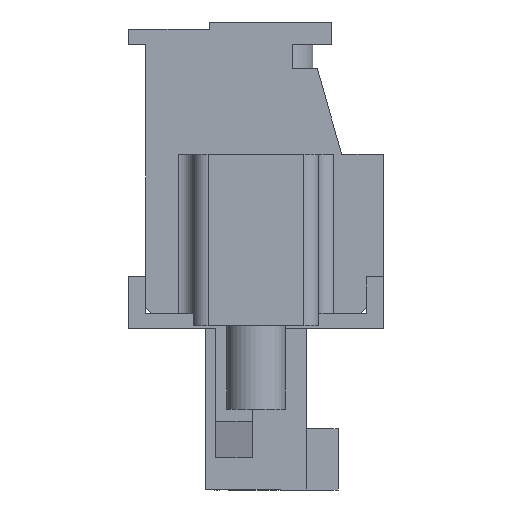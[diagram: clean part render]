
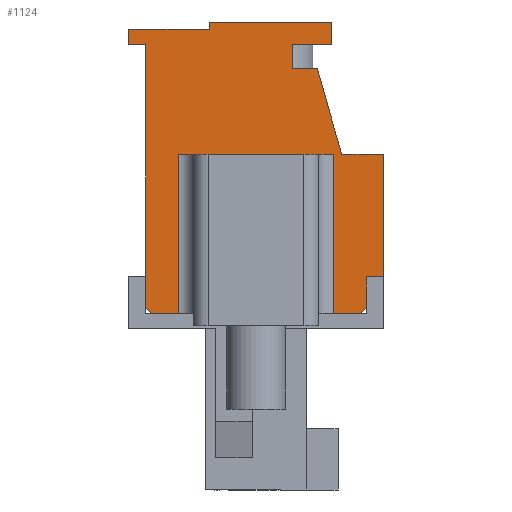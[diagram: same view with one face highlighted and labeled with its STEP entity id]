
A CAD part, left-side view. The second image highlights one B-rep face of the part: STEP entity #1124.
In plain terms, the highlighted planar face has unit normal (-1, 0, 0).
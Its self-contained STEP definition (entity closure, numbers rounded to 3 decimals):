
#1124 = ADVANCED_FACE( '', ( #2250 ), #2251, .T. );
#2250 = FACE_OUTER_BOUND( '', #3410, .T. );
#2251 = PLANE( '', #3411 );
#3410 = EDGE_LOOP( '', ( #6350, #6351, #6352, #6353, #6354, #6355, #6356, #6357, #6358, #6359, #6360, #6361, #6362, #6363, #6364, #6365, #6366, #6367, #6368, #6369, #6370, #6371 ) );
#3411 = AXIS2_PLACEMENT_3D( '', #6372, #6373, #6374 );
#6350 = ORIENTED_EDGE( '', *, *, #7085, .T. );
#6351 = ORIENTED_EDGE( '', *, *, #7808, .T. );
#6352 = ORIENTED_EDGE( '', *, *, #7985, .T. );
#6353 = ORIENTED_EDGE( '', *, *, #7871, .T. );
#6354 = ORIENTED_EDGE( '', *, *, #8247, .F. );
#6355 = ORIENTED_EDGE( '', *, *, #8248, .T. );
#6356 = ORIENTED_EDGE( '', *, *, #7990, .T. );
#6357 = ORIENTED_EDGE( '', *, *, #7163, .T. );
#6358 = ORIENTED_EDGE( '', *, *, #7146, .T. );
#6359 = ORIENTED_EDGE( '', *, *, #7308, .T. );
#6360 = ORIENTED_EDGE( '', *, *, #8249, .T. );
#6361 = ORIENTED_EDGE( '', *, *, #8199, .T. );
#6362 = ORIENTED_EDGE( '', *, *, #8053, .T. );
#6363 = ORIENTED_EDGE( '', *, *, #7729, .T. );
#6364 = ORIENTED_EDGE( '', *, *, #8250, .T. );
#6365 = ORIENTED_EDGE( '', *, *, #8155, .T. );
#6366 = ORIENTED_EDGE( '', *, *, #7773, .T. );
#6367 = ORIENTED_EDGE( '', *, *, #8171, .T. );
#6368 = ORIENTED_EDGE( '', *, *, #7070, .T. );
#6369 = ORIENTED_EDGE( '', *, *, #8251, .T. );
#6370 = ORIENTED_EDGE( '', *, *, #8003, .T. );
#6371 = ORIENTED_EDGE( '', *, *, #7215, .T. );
#6372 = CARTESIAN_POINT( '', ( -3.5, 0., 0. ) );
#6373 = DIRECTION( '', ( -1., 0., 0. ) );
#6374 = DIRECTION( '', ( 0., 0., 1. ) );
#7070 = EDGE_CURVE( '', #8421, #8422, #8423, .T. );
#7085 = EDGE_CURVE( '', #8451, #8449, #8452, .T. );
#7146 = EDGE_CURVE( '', #8563, #8564, #8565, .T. );
#7163 = EDGE_CURVE( '', #8596, #8563, #8597, .F. );
#7215 = EDGE_CURVE( '', #8683, #8451, #8684, .T. );
#7308 = EDGE_CURVE( '', #8564, #8847, #8849, .T. );
#7729 = EDGE_CURVE( '', #9530, #9528, #9531, .T. );
#7773 = EDGE_CURVE( '', #9596, #9597, #9598, .T. );
#7808 = EDGE_CURVE( '', #8449, #9645, #9647, .F. );
#7871 = EDGE_CURVE( '', #9728, #9730, #9732, .F. );
#7985 = EDGE_CURVE( '', #9645, #9728, #9875, .T. );
#7990 = EDGE_CURVE( '', #9881, #8596, #9882, .T. );
#8003 = EDGE_CURVE( '', #9898, #8683, #9899, .T. );
#8053 = EDGE_CURVE( '', #9963, #9530, #9964, .T. );
#8155 = EDGE_CURVE( '', #10081, #9596, #10085, .T. );
#8171 = EDGE_CURVE( '', #9597, #8421, #10104, .T. );
#8199 = EDGE_CURVE( '', #10136, #9963, #10137, .T. );
#8247 = EDGE_CURVE( '', #10194, #9730, #10195, .T. );
#8248 = EDGE_CURVE( '', #10194, #9881, #10196, .F. );
#8249 = EDGE_CURVE( '', #8847, #10136, #10197, .T. );
#8250 = EDGE_CURVE( '', #9528, #10081, #10198, .T. );
#8251 = EDGE_CURVE( '', #8422, #9898, #10199, .T. );
#8421 = VERTEX_POINT( '', #10397 );
#8422 = VERTEX_POINT( '', #10398 );
#8423 = LINE( '', #10399, #10400 );
#8449 = VERTEX_POINT( '', #10438 );
#8451 = VERTEX_POINT( '', #10441 );
#8452 = LINE( '', #10442, #10443 );
#8563 = VERTEX_POINT( '', #10601 );
#8564 = VERTEX_POINT( '', #10602 );
#8565 = LINE( '', #10603, #10604 );
#8596 = VERTEX_POINT( '', #10650 );
#8597 = LINE( '', #10651, #10652 );
#8683 = VERTEX_POINT( '', #10772 );
#8684 = LINE( '', #10773, #10774 );
#8847 = VERTEX_POINT( '', #11005 );
#8849 = LINE( '', #11008, #11009 );
#9528 = VERTEX_POINT( '', #11991 );
#9530 = VERTEX_POINT( '', #11994 );
#9531 = LINE( '', #11995, #11996 );
#9596 = VERTEX_POINT( '', #12097 );
#9597 = VERTEX_POINT( '', #12098 );
#9598 = LINE( '', #12099, #12100 );
#9645 = VERTEX_POINT( '', #12169 );
#9647 = LINE( '', #12172, #12173 );
#9728 = VERTEX_POINT( '', #12300 );
#9730 = VERTEX_POINT( '', #12302 );
#9732 = LINE( '', #12304, #12305 );
#9875 = LINE( '', #12520, #12521 );
#9881 = VERTEX_POINT( '', #12529 );
#9882 = LINE( '', #12530, #12531 );
#9898 = VERTEX_POINT( '', #12560 );
#9899 = LINE( '', #12561, #12562 );
#9963 = VERTEX_POINT( '', #12652 );
#9964 = LINE( '', #12653, #12654 );
#10081 = VERTEX_POINT( '', #12825 );
#10085 = LINE( '', #12831, #12832 );
#10104 = LINE( '', #12857, #12858 );
#10136 = VERTEX_POINT( '', #12902 );
#10137 = LINE( '', #12903, #12904 );
#10194 = VERTEX_POINT( '', #12979 );
#10195 = LINE( '', #12980, #12981 );
#10196 = LINE( '', #12982, #12983 );
#10197 = LINE( '', #12984, #12985 );
#10198 = LINE( '', #12986, #12987 );
#10199 = LINE( '', #12988, #12989 );
#10397 = CARTESIAN_POINT( '', ( -3.5, 1.9, 6.66 ) );
#10398 = CARTESIAN_POINT( '', ( -3.5, 1.9, 6.36 ) );
#10399 = CARTESIAN_POINT( '', ( -3.5, 1.9, 6.66 ) );
#10400 = VECTOR( '', #13193, 1000. );
#10438 = CARTESIAN_POINT( '', ( -3.5, 4.5, -4.99 ) );
#10441 = CARTESIAN_POINT( '', ( -3.5, 4.5, 5.74 ) );
#10442 = CARTESIAN_POINT( '', ( -3.5, 4.5, 5.74 ) );
#10443 = VECTOR( '', #13207, 1000. );
#10601 = CARTESIAN_POINT( '', ( -3.5, -4.5, -4.99 ) );
#10602 = CARTESIAN_POINT( '', ( -3.5, -4.5, -3.74 ) );
#10603 = CARTESIAN_POINT( '', ( -3.5, -4.5, -5.74 ) );
#10604 = VECTOR( '', #13267, 1000. );
#10650 = CARTESIAN_POINT( '', ( -3.5, -4.25, -5.24 ) );
#10651 = CARTESIAN_POINT( '', ( -3.5, -4.745, -4.745 ) );
#10652 = VECTOR( '', #13283, 1000. );
#10772 = CARTESIAN_POINT( '', ( -3.5, 5.2, 5.74 ) );
#10773 = CARTESIAN_POINT( '', ( -3.5, 5.2, 5.74 ) );
#10774 = VECTOR( '', #13336, 1000. );
#11005 = CARTESIAN_POINT( '', ( -3.5, -5.2, -3.74 ) );
#11008 = CARTESIAN_POINT( '', ( -3.5, -4.5, -3.74 ) );
#11009 = VECTOR( '', #13436, 1000. );
#11991 = CARTESIAN_POINT( '', ( -3.5, -1.5, 4.76 ) );
#11994 = CARTESIAN_POINT( '', ( -3.5, -2.5, 4.76 ) );
#11995 = CARTESIAN_POINT( '', ( -3.5, -1.5, 4.76 ) );
#11996 = VECTOR( '', #13867, 1000. );
#12097 = CARTESIAN_POINT( '', ( -3.5, -3.1, 5.76 ) );
#12098 = CARTESIAN_POINT( '', ( -3.5, -3.1, 6.66 ) );
#12099 = CARTESIAN_POINT( '', ( -3.5, -3.1, 5.76 ) );
#12100 = VECTOR( '', #13906, 1000. );
#12169 = CARTESIAN_POINT( '', ( -3.5, 4.25, -5.24 ) );
#12172 = CARTESIAN_POINT( '', ( -3.5, 4.745, -4.745 ) );
#12173 = VECTOR( '', #13936, 1000. );
#12300 = CARTESIAN_POINT( '', ( -3.5, 3.15, -5.24 ) );
#12302 = CARTESIAN_POINT( '', ( -3.5, 3.15, 1.26 ) );
#12304 = CARTESIAN_POINT( '', ( -3.5, 3.15, 0. ) );
#12305 = VECTOR( '', #14002, 1000. );
#12520 = CARTESIAN_POINT( '', ( -3.5, 0., -5.24 ) );
#12521 = VECTOR( '', #14093, 1000. );
#12529 = CARTESIAN_POINT( '', ( -3.5, -3.15, -5.24 ) );
#12530 = CARTESIAN_POINT( '', ( -3.5, 0., -5.24 ) );
#12531 = VECTOR( '', #14102, 1000. );
#12560 = CARTESIAN_POINT( '', ( -3.5, 5.2, 6.36 ) );
#12561 = CARTESIAN_POINT( '', ( -3.5, 5.2, 6.36 ) );
#12562 = VECTOR( '', #14115, 1000. );
#12652 = CARTESIAN_POINT( '', ( -3.5, -3.5, 1.26 ) );
#12653 = CARTESIAN_POINT( '', ( -3.5, -3.5, 1.26 ) );
#12654 = VECTOR( '', #14166, 1000. );
#12825 = CARTESIAN_POINT( '', ( -3.5, -1.5, 5.76 ) );
#12831 = CARTESIAN_POINT( '', ( -3.5, -1.5, 5.76 ) );
#12832 = VECTOR( '', #14247, 1000. );
#12857 = CARTESIAN_POINT( '', ( -3.5, -3.1, 6.66 ) );
#12858 = VECTOR( '', #14260, 1000. );
#12902 = CARTESIAN_POINT( '', ( -3.5, -5.2, 1.26 ) );
#12903 = CARTESIAN_POINT( '', ( -3.5, -5.2, 1.26 ) );
#12904 = VECTOR( '', #14279, 1000. );
#12979 = CARTESIAN_POINT( '', ( -3.5, -3.15, 1.26 ) );
#12980 = CARTESIAN_POINT( '', ( -3.5, -2.55, 1.26 ) );
#12981 = VECTOR( '', #14318, 1000. );
#12982 = CARTESIAN_POINT( '', ( -3.5, -3.15, 0. ) );
#12983 = VECTOR( '', #14319, 1000. );
#12984 = CARTESIAN_POINT( '', ( -3.5, -5.2, -3.74 ) );
#12985 = VECTOR( '', #14320, 1000. );
#12986 = CARTESIAN_POINT( '', ( -3.5, -1.5, 4.76 ) );
#12987 = VECTOR( '', #14321, 1000. );
#12988 = CARTESIAN_POINT( '', ( -3.5, 1.9, 6.36 ) );
#12989 = VECTOR( '', #14322, 1000. );
#13193 = DIRECTION( '', ( 0., 0., -1. ) );
#13207 = DIRECTION( '', ( 0., 0., -1. ) );
#13267 = DIRECTION( '', ( 0., 0., 1. ) );
#13283 = DIRECTION( '', ( 0., 0.707, -0.707 ) );
#13336 = DIRECTION( '', ( 0., -1., 0. ) );
#13436 = DIRECTION( '', ( 0., -1., 0. ) );
#13867 = DIRECTION( '', ( 0., 1., 0. ) );
#13906 = DIRECTION( '', ( 0., 0., 1. ) );
#13936 = DIRECTION( '', ( 0., 0.707, 0.707 ) );
#14002 = DIRECTION( '', ( 0., 0., -1. ) );
#14093 = DIRECTION( '', ( 0., -1., 0. ) );
#14102 = DIRECTION( '', ( 0., -1., 0. ) );
#14115 = DIRECTION( '', ( 0., 0., -1. ) );
#14166 = DIRECTION( '', ( 0., 0.275, 0.962 ) );
#14247 = DIRECTION( '', ( 0., -1., 0. ) );
#14260 = DIRECTION( '', ( 0., 1., 0. ) );
#14279 = DIRECTION( '', ( 0., 1., 0. ) );
#14318 = DIRECTION( '', ( 0., 1., 0. ) );
#14319 = DIRECTION( '', ( 0., 0., 1. ) );
#14320 = DIRECTION( '', ( 0., 0., 1. ) );
#14321 = DIRECTION( '', ( 0., 0., 1. ) );
#14322 = DIRECTION( '', ( 0., 1., 0. ) );
